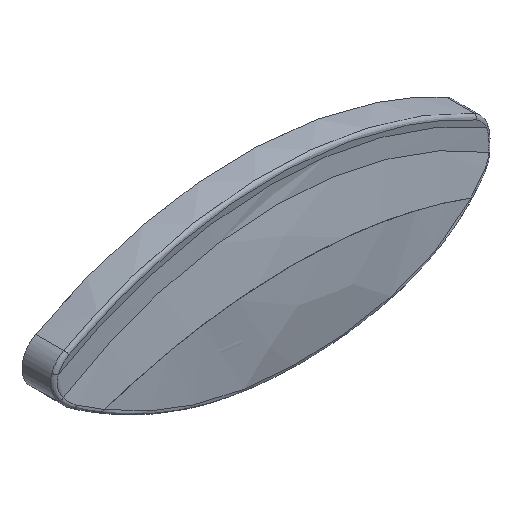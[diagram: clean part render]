
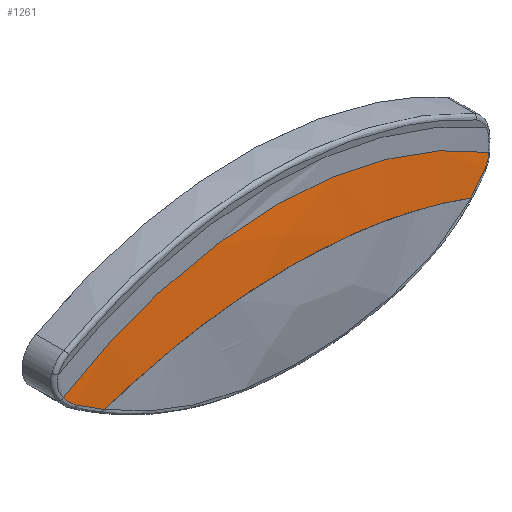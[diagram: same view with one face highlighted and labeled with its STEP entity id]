
A CAD part, isometric view. The second image highlights one B-rep face of the part: STEP entity #1261.
In plain terms, the highlighted free-form (B-spline) face has degree [2, 2] with [3, 3] control points.
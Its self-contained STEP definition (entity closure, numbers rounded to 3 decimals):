
#722 = VERTEX_POINT('',#723);
#723 = CARTESIAN_POINT('',(-99.675,-25.494,
    -16.186));
#738 = EDGE_CURVE('',#739,#722,#741,.T.);
#739 = VERTEX_POINT('',#740);
#740 = CARTESIAN_POINT('',(99.675,-25.494,
    -16.186));
#741 = B_SPLINE_CURVE_WITH_KNOTS('',3,(#742,#743,#744,#745,#746,#747,
    #748,#749),.UNSPECIFIED.,.F.,.F.,(4,2,2,4),(0.318,
    9.74,15.877,21.776),.UNSPECIFIED.);
#742 = CARTESIAN_POINT('',(99.675,-25.494,
    -16.186));
#743 = CARTESIAN_POINT('',(71.882,-26.782,
    -5.162));
#744 = CARTESIAN_POINT('',(42.419,-27.413,
    1.185));
#745 = CARTESIAN_POINT('',(-6.972,-27.649,
    3.473));
#746 = CARTESIAN_POINT('',(-26.495,-27.528,2.264
    ));
#747 = CARTESIAN_POINT('',(-64.186,-26.845,
    -4.202));
#748 = CARTESIAN_POINT('',(-82.272,-26.3,
    -9.283));
#749 = CARTESIAN_POINT('',(-99.675,-25.494,
    -16.186));
#806 = VERTEX_POINT('',#807);
#807 = CARTESIAN_POINT('',(-111.151,-21.636,
    -10.289));
#813 = EDGE_CURVE('',#722,#806,#814,.T.);
#814 = B_SPLINE_CURVE_WITH_KNOTS('',3,(#815,#816,#817,#818),
  .UNSPECIFIED.,.F.,.F.,(4,4),(2.101,3.501),
  .PIECEWISE_BEZIER_KNOTS.);
#815 = CARTESIAN_POINT('',(-99.675,-25.494,
    -16.186));
#816 = CARTESIAN_POINT('',(-103.593,-24.368,
    -14.306));
#817 = CARTESIAN_POINT('',(-107.423,-23.085,
    -12.335));
#818 = CARTESIAN_POINT('',(-111.151,-21.636,
    -10.289));
#849 = EDGE_CURVE('',#806,#850,#852,.T.);
#850 = VERTEX_POINT('',#851);
#851 = CARTESIAN_POINT('',(-115.77,-19.084,
    -5.926));
#852 = B_SPLINE_CURVE_WITH_KNOTS('',3,(#853,#854,#855,#856),
  .UNSPECIFIED.,.F.,.F.,(4,4),(0.,0.717),
  .PIECEWISE_BEZIER_KNOTS.);
#853 = CARTESIAN_POINT('',(-111.151,-21.636,
    -10.289));
#854 = CARTESIAN_POINT('',(-113.06,-20.894,
    -9.241));
#855 = CARTESIAN_POINT('',(-114.649,-20.011,
    -7.716));
#856 = CARTESIAN_POINT('',(-115.77,-19.084,
    -5.926));
#1067 = VERTEX_POINT('',#1068);
#1068 = CARTESIAN_POINT('',(115.77,-19.084,
    -5.926));
#1129 = EDGE_CURVE('',#1067,#1130,#1132,.T.);
#1130 = VERTEX_POINT('',#1131);
#1131 = CARTESIAN_POINT('',(111.151,-21.636,
    -10.289));
#1132 = B_SPLINE_CURVE_WITH_KNOTS('',3,(#1133,#1134,#1135,#1136),
  .UNSPECIFIED.,.F.,.F.,(4,4),(0.,0.717),
  .PIECEWISE_BEZIER_KNOTS.);
#1133 = CARTESIAN_POINT('',(115.77,-19.084,
    -5.926));
#1134 = CARTESIAN_POINT('',(114.649,-20.011,
    -7.716));
#1135 = CARTESIAN_POINT('',(113.06,-20.894,
    -9.241));
#1136 = CARTESIAN_POINT('',(111.151,-21.636,
    -10.289));
#1182 = EDGE_CURVE('',#1130,#739,#1183,.T.);
#1183 = B_SPLINE_CURVE_WITH_KNOTS('',3,(#1184,#1185,#1186,#1187),
  .UNSPECIFIED.,.F.,.F.,(4,4),(0.,1.4),
  .PIECEWISE_BEZIER_KNOTS.);
#1184 = CARTESIAN_POINT('',(111.151,-21.636,
    -10.289));
#1185 = CARTESIAN_POINT('',(107.423,-23.085,
    -12.335));
#1186 = CARTESIAN_POINT('',(103.593,-24.368,
    -14.306));
#1187 = CARTESIAN_POINT('',(99.675,-25.494,
    -16.186));
#1243 = EDGE_CURVE('',#1067,#850,#1244,.T.);
#1244 = ( BOUNDED_CURVE() B_SPLINE_CURVE(2,(#1245,#1246,#1247),
.UNSPECIFIED.,.F.,.F.) B_SPLINE_CURVE_WITH_KNOTS((3,3),(1.016,
2.126),.PIECEWISE_BEZIER_KNOTS.) CURVE() 
GEOMETRIC_REPRESENTATION_ITEM() RATIONAL_B_SPLINE_CURVE((1.,
0.85,1.)) REPRESENTATION_ITEM('') );
#1245 = CARTESIAN_POINT('',(115.77,-19.084,
    -5.926));
#1246 = CARTESIAN_POINT('',(0.,-19.084,
    65.858));
#1247 = CARTESIAN_POINT('',(-115.77,-19.084,
    -5.926));
#1261 = ADVANCED_FACE('',(#1262),#1270,.F.);
#1262 = FACE_BOUND('',#1263,.F.);
#1263 = EDGE_LOOP('',(#1264,#1265,#1266,#1267,#1268,#1269));
#1264 = ORIENTED_EDGE('',*,*,#738,.T.);
#1265 = ORIENTED_EDGE('',*,*,#813,.T.);
#1266 = ORIENTED_EDGE('',*,*,#849,.T.);
#1267 = ORIENTED_EDGE('',*,*,#1243,.F.);
#1268 = ORIENTED_EDGE('',*,*,#1129,.T.);
#1269 = ORIENTED_EDGE('',*,*,#1182,.T.);
#1270 = ( BOUNDED_SURFACE() B_SPLINE_SURFACE(2,2,(
    (#1271,#1272,#1273)
    ,(#1274,#1275,#1276)
    ,(#1277,#1278,#1279
)),.UNSPECIFIED.,.F.,.F.,.F.) B_SPLINE_SURFACE_WITH_KNOTS((3,3),(3,3),(
    1.157,1.31),(-0.555,0.555),
.PIECEWISE_BEZIER_KNOTS.) GEOMETRIC_REPRESENTATION_ITEM() 
RATIONAL_B_SPLINE_SURFACE((
    (1.,0.85,1.)
    ,(0.997,0.847,0.997)
,(1.,0.85,1.))) REPRESENTATION_ITEM('') SURFACE() );
#1271 = CARTESIAN_POINT('',(115.77,-19.084,
    -5.926));
#1272 = CARTESIAN_POINT('',(0.,-19.084,
    65.858));
#1273 = CARTESIAN_POINT('',(-115.77,-19.084,
    -5.926));
#1274 = CARTESIAN_POINT('',(109.506,-24.303,
    -16.027));
#1275 = CARTESIAN_POINT('',(0.,-24.303,
    51.873));
#1276 = CARTESIAN_POINT('',(-109.506,-24.303,
    -16.027));
#1277 = CARTESIAN_POINT('',(102.897,-27.648,
    -26.687));
#1278 = CARTESIAN_POINT('',(0.,-27.648,
    37.115));
#1279 = CARTESIAN_POINT('',(-102.897,-27.648,
    -26.687));
